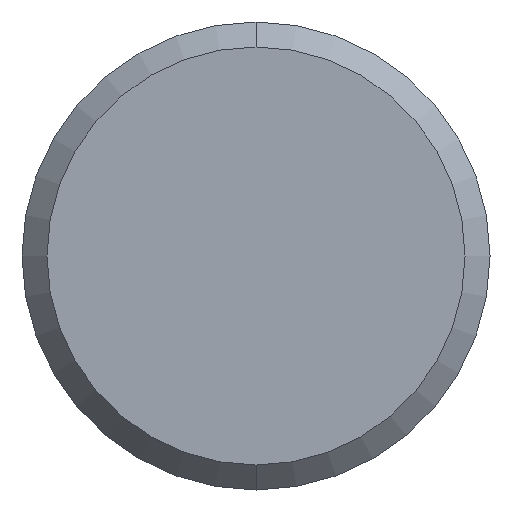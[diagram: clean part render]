
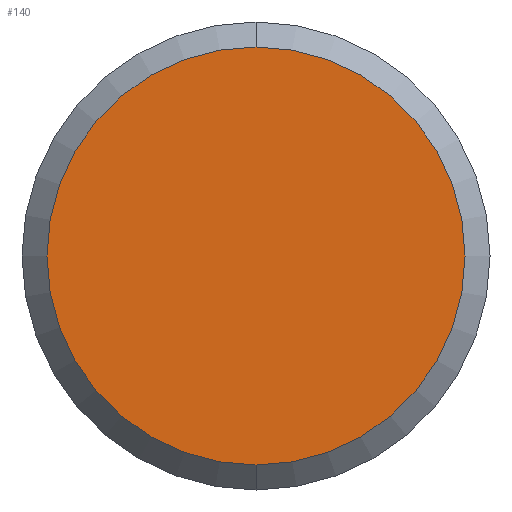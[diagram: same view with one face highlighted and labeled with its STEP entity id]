
A CAD part, front view. The second image highlights one B-rep face of the part: STEP entity #140.
In plain terms, the highlighted planar face has unit normal (0, -1, 0).
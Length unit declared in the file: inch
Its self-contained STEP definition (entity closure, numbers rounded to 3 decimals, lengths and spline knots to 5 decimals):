
#8 = PLANE ( 'NONE',  #109 ) ;
#63 = DIRECTION ( 'NONE',  ( 0., 0., 1. ) ) ;
#68 = DIRECTION ( 'NONE',  ( 0., 0., 1. ) ) ;
#85 = VERTEX_POINT ( 'NONE', #210 ) ;
#94 = AXIS2_PLACEMENT_3D ( 'NONE', #178, #193, #68 ) ;
#103 = CARTESIAN_POINT ( 'NONE',  ( 0., 0., 0. ) ) ;
#109 = AXIS2_PLACEMENT_3D ( 'NONE', #236, #155, #63 ) ;
#110 = EDGE_LOOP ( 'NONE', ( #149, #177 ) ) ;
#117 = AXIS2_PLACEMENT_3D ( 'NONE', #103, #272, #172 ) ;
#125 = VERTEX_POINT ( 'NONE', #189 ) ;
#140 = ADVANCED_FACE ( 'NONE', ( #174 ), #8, .F. ) ;
#149 = ORIENTED_EDGE ( 'NONE', *, *, #159, .T. ) ;
#155 = DIRECTION ( 'NONE',  ( 0., 1., 0. ) ) ;
#159 = EDGE_CURVE ( 'NONE', #85, #125, #164, .T. ) ;
#164 = CIRCLE ( 'NONE', #117, 0.16735 ) ;
#172 = DIRECTION ( 'NONE',  ( 0., 0., 1. ) ) ;
#174 = FACE_OUTER_BOUND ( 'NONE', #110, .T. ) ;
#177 = ORIENTED_EDGE ( 'NONE', *, *, #255, .T. ) ;
#178 = CARTESIAN_POINT ( 'NONE',  ( 0., 0., 0. ) ) ;
#189 = CARTESIAN_POINT ( 'NONE',  ( 0., 0., -0.16735 ) ) ;
#193 = DIRECTION ( 'NONE',  ( 0., -1., 0. ) ) ;
#210 = CARTESIAN_POINT ( 'NONE',  ( 0., 0., 0.16735 ) ) ;
#227 = CIRCLE ( 'NONE', #94, 0.16735 ) ;
#236 = CARTESIAN_POINT ( 'NONE',  ( 0., 0., 0. ) ) ;
#255 = EDGE_CURVE ( 'NONE', #125, #85, #227, .T. ) ;
#272 = DIRECTION ( 'NONE',  ( 0., -1., 0. ) ) ;
